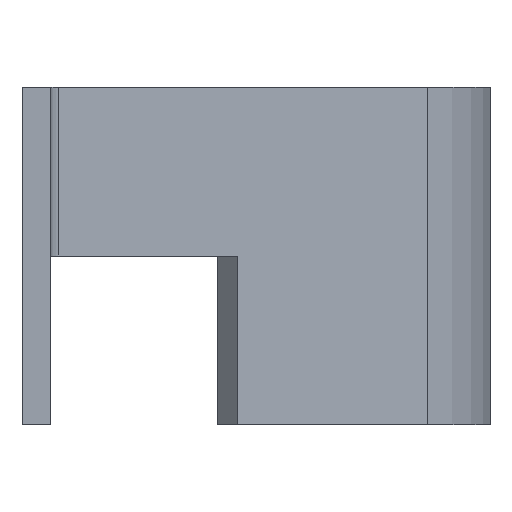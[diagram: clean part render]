
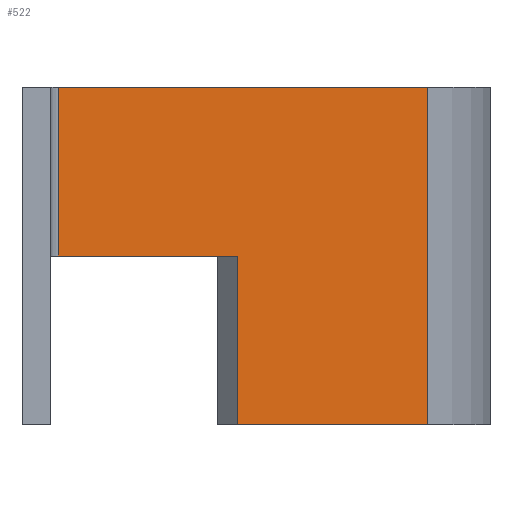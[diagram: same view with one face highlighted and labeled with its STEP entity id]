
A CAD part, front view. The second image highlights one B-rep face of the part: STEP entity #522.
In plain terms, the highlighted planar face has unit normal (0.707, -0.707, 0).
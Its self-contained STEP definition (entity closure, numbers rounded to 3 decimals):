
#141 = VERTEX_POINT('',#142);
#142 = CARTESIAN_POINT('',(0.088,13.663,0.1));
#176 = VERTEX_POINT('',#177);
#177 = CARTESIAN_POINT('',(0.088,13.663,1.9));
#184 = EDGE_CURVE('',#176,#141,#185,.T.);
#185 = LINE('',#186,#187);
#186 = CARTESIAN_POINT('',(0.088,13.663,1.9));
#187 = VECTOR('',#188,1.);
#188 = DIRECTION('',(0.,0.,-1.));
#502 = EDGE_CURVE('',#503,#141,#505,.T.);
#503 = VERTEX_POINT('',#504);
#504 = CARTESIAN_POINT('',(2.,15.575,0.1));
#505 = LINE('',#506,#507);
#506 = CARTESIAN_POINT('',(2.,15.575,0.1));
#507 = VECTOR('',#508,1.);
#508 = DIRECTION('',(-0.707,-0.707,0.));
#522 = ADVANCED_FACE('',(#523),#557,.T.);
#523 = FACE_BOUND('',#524,.F.);
#524 = EDGE_LOOP('',(#525,#526,#527,#535,#543,#551));
#525 = ORIENTED_EDGE('',*,*,#502,.T.);
#526 = ORIENTED_EDGE('',*,*,#184,.F.);
#527 = ORIENTED_EDGE('',*,*,#528,.F.);
#528 = EDGE_CURVE('',#529,#176,#531,.T.);
#529 = VERTEX_POINT('',#530);
#530 = CARTESIAN_POINT('',(4.028,17.603,1.9));
#531 = LINE('',#532,#533);
#532 = CARTESIAN_POINT('',(4.028,17.603,1.9));
#533 = VECTOR('',#534,1.);
#534 = DIRECTION('',(-0.707,-0.707,0.));
#535 = ORIENTED_EDGE('',*,*,#536,.T.);
#536 = EDGE_CURVE('',#529,#537,#539,.T.);
#537 = VERTEX_POINT('',#538);
#538 = CARTESIAN_POINT('',(4.028,17.603,-1.7));
#539 = LINE('',#540,#541);
#540 = CARTESIAN_POINT('',(4.028,17.603,1.9));
#541 = VECTOR('',#542,1.);
#542 = DIRECTION('',(0.,0.,-1.));
#543 = ORIENTED_EDGE('',*,*,#544,.T.);
#544 = EDGE_CURVE('',#537,#545,#547,.T.);
#545 = VERTEX_POINT('',#546);
#546 = CARTESIAN_POINT('',(2.,15.575,-1.7));
#547 = LINE('',#548,#549);
#548 = CARTESIAN_POINT('',(4.028,17.603,-1.7));
#549 = VECTOR('',#550,1.);
#550 = DIRECTION('',(-0.707,-0.707,0.));
#551 = ORIENTED_EDGE('',*,*,#552,.F.);
#552 = EDGE_CURVE('',#503,#545,#553,.T.);
#553 = LINE('',#554,#555);
#554 = CARTESIAN_POINT('',(2.,15.575,0.1));
#555 = VECTOR('',#556,1.);
#556 = DIRECTION('',(0.,0.,-1.));
#557 = PLANE('',#558);
#558 = AXIS2_PLACEMENT_3D('',#559,#560,#561);
#559 = CARTESIAN_POINT('',(4.028,17.603,1.9));
#560 = DIRECTION('',(0.707,-0.707,-0.));
#561 = DIRECTION('',(-0.707,-0.707,0.));
